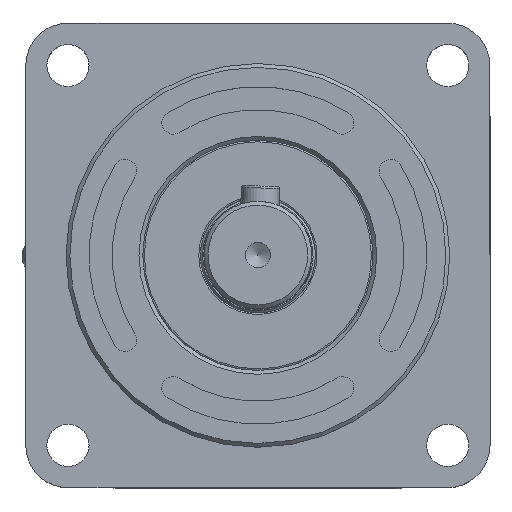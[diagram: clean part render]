
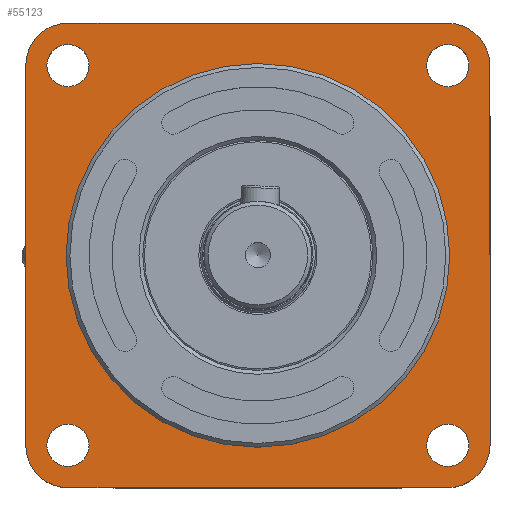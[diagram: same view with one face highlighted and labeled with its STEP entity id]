
A CAD part, top view. The second image highlights one B-rep face of the part: STEP entity #55123.
In plain terms, the highlighted planar face has unit normal (0, 0, 1).
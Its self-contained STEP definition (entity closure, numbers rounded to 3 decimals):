
#1149 = ORIENTED_EDGE ( 'NONE', *, *, #58540, .T. ) ;
#1686 = CARTESIAN_POINT ( 'NONE',  ( -21.999, 24.749, 0. ) ) ;
#1892 = VECTOR ( 'NONE', #67206, 1000. ) ;
#2273 = ORIENTED_EDGE ( 'NONE', *, *, #58177, .T. ) ;
#2748 = CARTESIAN_POINT ( 'NONE',  ( 25., 0., 0. ) ) ;
#4050 = AXIS2_PLACEMENT_3D ( 'NONE', #19553, #8664, #19201 ) ;
#4111 = FACE_BOUND ( 'NONE', #50379, .T. ) ;
#4221 = DIRECTION ( 'NONE',  ( 0., 0., 1. ) ) ;
#4789 = FACE_OUTER_BOUND ( 'NONE', #33598, .T. ) ;
#5211 = CARTESIAN_POINT ( 'NONE',  ( -30.25, -24.75, 0. ) ) ;
#6824 = DIRECTION ( 'NONE',  ( -1., 0., 0. ) ) ;
#7374 = VECTOR ( 'NONE', #49389, 1000. ) ;
#7959 = PLANE ( 'NONE',  #66136 ) ;
#7980 = EDGE_LOOP ( 'NONE', ( #60334 ) ) ;
#8664 = DIRECTION ( 'NONE',  ( 0., 0., 1. ) ) ;
#9139 = DIRECTION ( 'NONE',  ( 0., 0., 1. ) ) ;
#9554 = DIRECTION ( 'NONE',  ( 0., 0., 1. ) ) ;
#9610 = VERTEX_POINT ( 'NONE', #15710 ) ;
#9617 = ORIENTED_EDGE ( 'NONE', *, *, #44136, .T. ) ;
#10232 = FACE_BOUND ( 'NONE', #7980, .T. ) ;
#10773 = CIRCLE ( 'NONE', #28153, 5.5 ) ;
#11487 = DIRECTION ( 'NONE',  ( 0., 0., 1. ) ) ;
#14640 = EDGE_CURVE ( 'NONE', #9610, #9610, #57671, .T. ) ;
#15310 = CIRCLE ( 'NONE', #29439, 5.5 ) ;
#15322 = DIRECTION ( 'NONE',  ( 1., 0., 0. ) ) ;
#15674 = CARTESIAN_POINT ( 'NONE',  ( -24.75, 30.25, 0. ) ) ;
#15710 = CARTESIAN_POINT ( 'NONE',  ( -21.999, -24.749, 0. ) ) ;
#16251 = AXIS2_PLACEMENT_3D ( 'NONE', #61921, #37447, #15322 ) ;
#16620 = EDGE_CURVE ( 'NONE', #35474, #35474, #17426, .T. ) ;
#17124 = CARTESIAN_POINT ( 'NONE',  ( 24.75, 24.75, 0. ) ) ;
#17426 = CIRCLE ( 'NONE', #18481, 2.75 ) ;
#18481 = AXIS2_PLACEMENT_3D ( 'NONE', #55940, #4221, #41311 ) ;
#19201 = DIRECTION ( 'NONE',  ( 1., 0., 0. ) ) ;
#19553 = CARTESIAN_POINT ( 'NONE',  ( 24.749, 24.749, 0. ) ) ;
#19557 = AXIS2_PLACEMENT_3D ( 'NONE', #25129, #9139, #24782 ) ;
#21015 = EDGE_CURVE ( 'NONE', #46374, #46374, #33390, .T. ) ;
#21218 = VERTEX_POINT ( 'NONE', #66830 ) ;
#21802 = AXIS2_PLACEMENT_3D ( 'NONE', #27038, #23170, #52218 ) ;
#21917 = VERTEX_POINT ( 'NONE', #54708 ) ;
#22904 = DIRECTION ( 'NONE',  ( 1., 0., 0. ) ) ;
#23170 = DIRECTION ( 'NONE',  ( 0., 0., 1. ) ) ;
#23448 = LINE ( 'NONE', #32687, #59835 ) ;
#23612 = DIRECTION ( 'NONE',  ( 0., 0., 1. ) ) ;
#24782 = DIRECTION ( 'NONE',  ( 1., 0., 0. ) ) ;
#24870 = DIRECTION ( 'NONE',  ( 1., 0., 0. ) ) ;
#25129 = CARTESIAN_POINT ( 'NONE',  ( -24.75, 24.75, 0. ) ) ;
#25455 = ORIENTED_EDGE ( 'NONE', *, *, #16620, .F. ) ;
#25773 = VERTEX_POINT ( 'NONE', #34008 ) ;
#25836 = EDGE_CURVE ( 'NONE', #59731, #28051, #23448, .T. ) ;
#27038 = CARTESIAN_POINT ( 'NONE',  ( 0., 0., 0. ) ) ;
#27155 = EDGE_LOOP ( 'NONE', ( #54454 ) ) ;
#28051 = VERTEX_POINT ( 'NONE', #15674 ) ;
#28153 = AXIS2_PLACEMENT_3D ( 'NONE', #47834, #63461, #57006 ) ;
#29439 = AXIS2_PLACEMENT_3D ( 'NONE', #17124, #43016, #22904 ) ;
#31332 = VECTOR ( 'NONE', #53156, 1000. ) ;
#32410 = CARTESIAN_POINT ( 'NONE',  ( -30.25, 30.25, 0. ) ) ;
#32687 = CARTESIAN_POINT ( 'NONE',  ( -30.25, 30.25, 0. ) ) ;
#33390 = CIRCLE ( 'NONE', #4050, 2.75 ) ;
#33598 = EDGE_LOOP ( 'NONE', ( #49605, #2273, #66888, #66459, #9617, #59133, #56999, #1149 ) ) ;
#34008 = CARTESIAN_POINT ( 'NONE',  ( 30.25, -24.75, 0. ) ) ;
#34889 = AXIS2_PLACEMENT_3D ( 'NONE', #60024, #23612, #38950 ) ;
#35329 = ORIENTED_EDGE ( 'NONE', *, *, #21015, .F. ) ;
#35474 = VERTEX_POINT ( 'NONE', #40604 ) ;
#37228 = EDGE_CURVE ( 'NONE', #54794, #54794, #40318, .T. ) ;
#37447 = DIRECTION ( 'NONE',  ( 0., 0., 1. ) ) ;
#37731 = ORIENTED_EDGE ( 'NONE', *, *, #54447, .F. ) ;
#38228 = EDGE_CURVE ( 'NONE', #21917, #21218, #61748, .T. ) ;
#38836 = CARTESIAN_POINT ( 'NONE',  ( 30.25, 30.25, 0. ) ) ;
#38950 = DIRECTION ( 'NONE',  ( 1., 0., 0. ) ) ;
#39748 = EDGE_CURVE ( 'NONE', #53407, #60694, #63696, .T. ) ;
#40318 = CIRCLE ( 'NONE', #21802, 25. ) ;
#40549 = FACE_BOUND ( 'NONE', #59806, .T. ) ;
#40604 = CARTESIAN_POINT ( 'NONE',  ( 27.499, -24.749, 0. ) ) ;
#40701 = CARTESIAN_POINT ( 'NONE',  ( -30.25, -30.25, 0. ) ) ;
#41200 = FACE_BOUND ( 'NONE', #55751, .T. ) ;
#41311 = DIRECTION ( 'NONE',  ( 1., 0., 0. ) ) ;
#43016 = DIRECTION ( 'NONE',  ( 0., 0., 1. ) ) ;
#43216 = CARTESIAN_POINT ( 'NONE',  ( 24.75, 30.25, 0. ) ) ;
#44136 = EDGE_CURVE ( 'NONE', #25773, #54110, #64696, .T. ) ;
#45624 = CIRCLE ( 'NONE', #16251, 5.5 ) ;
#45894 = CARTESIAN_POINT ( 'NONE',  ( -30.25, 24.75, 0. ) ) ;
#46374 = VERTEX_POINT ( 'NONE', #56561 ) ;
#47834 = CARTESIAN_POINT ( 'NONE',  ( 24.75, -24.75, 0. ) ) ;
#48632 = VERTEX_POINT ( 'NONE', #1686 ) ;
#49389 = DIRECTION ( 'NONE',  ( 0., 1., 0. ) ) ;
#49605 = ORIENTED_EDGE ( 'NONE', *, *, #39748, .T. ) ;
#50379 = EDGE_LOOP ( 'NONE', ( #35329 ) ) ;
#51083 = CIRCLE ( 'NONE', #19557, 5.5 ) ;
#52218 = DIRECTION ( 'NONE',  ( 1., 0., 0. ) ) ;
#53156 = DIRECTION ( 'NONE',  ( 0., -1., 0. ) ) ;
#53407 = VERTEX_POINT ( 'NONE', #45894 ) ;
#54110 = VERTEX_POINT ( 'NONE', #66740 ) ;
#54447 = EDGE_CURVE ( 'NONE', #48632, #48632, #62782, .T. ) ;
#54454 = ORIENTED_EDGE ( 'NONE', *, *, #37228, .F. ) ;
#54708 = CARTESIAN_POINT ( 'NONE',  ( -24.75, -30.25, 0. ) ) ;
#54794 = VERTEX_POINT ( 'NONE', #2748 ) ;
#55123 = ADVANCED_FACE ( 'NONE', ( #41200, #10232, #40549, #4111, #67044, #4789 ), #7959, .T. ) ;
#55751 = EDGE_LOOP ( 'NONE', ( #37731 ) ) ;
#55940 = CARTESIAN_POINT ( 'NONE',  ( 24.749, -24.749, 0. ) ) ;
#56022 = EDGE_CURVE ( 'NONE', #21218, #25773, #10773, .T. ) ;
#56167 = CARTESIAN_POINT ( 'NONE',  ( 0., 0., 0. ) ) ;
#56561 = CARTESIAN_POINT ( 'NONE',  ( 27.499, 24.749, 0. ) ) ;
#56756 = DIRECTION ( 'NONE',  ( 1., 0., 0. ) ) ;
#56999 = ORIENTED_EDGE ( 'NONE', *, *, #25836, .T. ) ;
#57006 = DIRECTION ( 'NONE',  ( 1., 0., 0. ) ) ;
#57345 = AXIS2_PLACEMENT_3D ( 'NONE', #57421, #11487, #56756 ) ;
#57421 = CARTESIAN_POINT ( 'NONE',  ( -24.749, 24.749, 0. ) ) ;
#57671 = CIRCLE ( 'NONE', #34889, 2.75 ) ;
#58177 = EDGE_CURVE ( 'NONE', #60694, #21917, #45624, .T. ) ;
#58540 = EDGE_CURVE ( 'NONE', #28051, #53407, #51083, .T. ) ;
#59133 = ORIENTED_EDGE ( 'NONE', *, *, #67366, .T. ) ;
#59731 = VERTEX_POINT ( 'NONE', #43216 ) ;
#59806 = EDGE_LOOP ( 'NONE', ( #25455 ) ) ;
#59835 = VECTOR ( 'NONE', #6824, 1000. ) ;
#60024 = CARTESIAN_POINT ( 'NONE',  ( -24.749, -24.749, 0. ) ) ;
#60334 = ORIENTED_EDGE ( 'NONE', *, *, #14640, .F. ) ;
#60694 = VERTEX_POINT ( 'NONE', #5211 ) ;
#61748 = LINE ( 'NONE', #40701, #1892 ) ;
#61921 = CARTESIAN_POINT ( 'NONE',  ( -24.75, -24.75, 0. ) ) ;
#62782 = CIRCLE ( 'NONE', #57345, 2.75 ) ;
#63461 = DIRECTION ( 'NONE',  ( 0., 0., 1. ) ) ;
#63696 = LINE ( 'NONE', #32410, #31332 ) ;
#64696 = LINE ( 'NONE', #38836, #7374 ) ;
#66136 = AXIS2_PLACEMENT_3D ( 'NONE', #56167, #9554, #24870 ) ;
#66459 = ORIENTED_EDGE ( 'NONE', *, *, #56022, .T. ) ;
#66740 = CARTESIAN_POINT ( 'NONE',  ( 30.25, 24.75, 0. ) ) ;
#66830 = CARTESIAN_POINT ( 'NONE',  ( 24.75, -30.25, 0. ) ) ;
#66888 = ORIENTED_EDGE ( 'NONE', *, *, #38228, .T. ) ;
#67044 = FACE_BOUND ( 'NONE', #27155, .T. ) ;
#67206 = DIRECTION ( 'NONE',  ( 1., 0., 0. ) ) ;
#67366 = EDGE_CURVE ( 'NONE', #54110, #59731, #15310, .T. ) ;
